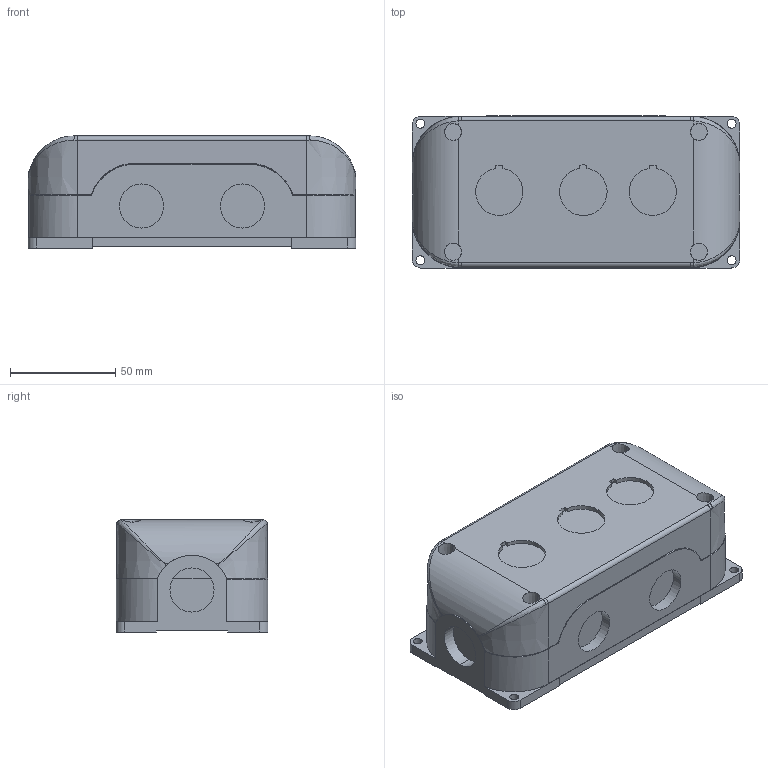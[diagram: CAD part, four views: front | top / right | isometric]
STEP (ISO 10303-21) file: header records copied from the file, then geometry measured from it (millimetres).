
FILE_DESCRIPTION (( 'STEP AP203' ), '1' );
FILE_NAME ('SB314.step', '2025-02-06T16:44:30', ( '' ), ( '' ), 'SwSTEP 2.0', 'SolidWorks 2024', '' );
FILE_SCHEMA (( 'CONFIG_CONTROL_DESIGN' ));
Length unit declared in the file: inch
Products named in the file (1): SB314
Bounding box: 156 x 72.29 x 53.3 mm (x, y, z)
Volume: 302185.2 mm3; surface area: 84647.7 mm2
Topology: 2 solids, 18 shells, 332 faces, 837 edges, 552 vertices
Faces by surface type: plane 162, cylinder 82, cone 46, bspline 42
Entity records: 12262 total; most frequent: CARTESIAN_POINT 4750, ORIENTED_EDGE 1674, DIRECTION 1349, EDGE_CURVE 837, VERTEX_POINT 552, AXIS2_PLACEMENT_3D 467, LINE 415, VECTOR 415
